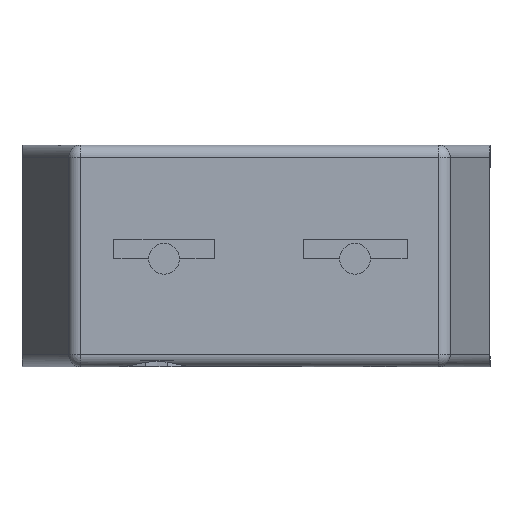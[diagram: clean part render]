
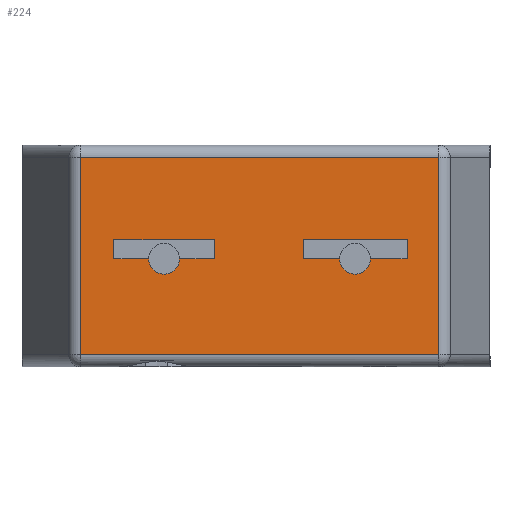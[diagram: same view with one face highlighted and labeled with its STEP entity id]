
A CAD part, front view. The second image highlights one B-rep face of the part: STEP entity #224.
In plain terms, the highlighted planar face has unit normal (0, -1, 0).
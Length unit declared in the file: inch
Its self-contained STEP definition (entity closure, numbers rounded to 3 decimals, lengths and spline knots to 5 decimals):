
#224 = ADVANCED_FACE ( 'NONE', ( #4732, #4730, #4733 ), #1185, .F. ) ;
#1178 = DIRECTION ( 'NONE',  ( 0., 1., 0. ) ) ;
#1184 = CARTESIAN_POINT ( 'NONE',  ( -0.42618, -0.17844, 0.36 ) ) ;
#1185 = PLANE ( 'NONE',  #5014 ) ;
#1187 = DIRECTION ( 'NONE',  ( 0., 0., 1. ) ) ;
#1410 = CARTESIAN_POINT ( 'NONE',  ( 0.03015, -0.17844, 0.17546 ) ) ;
#1418 = CARTESIAN_POINT ( 'NONE',  ( -0.33183, -0.17844, 0.34 ) ) ;
#1421 = CARTESIAN_POINT ( 'NONE',  ( 0.19919, -0.17844, 0.20636 ) ) ;
#1425 = CARTESIAN_POINT ( 'NONE',  ( 0.03015, -0.17844, 0.20636 ) ) ;
#1426 = CARTESIAN_POINT ( 'NONE',  ( -0.27712, -0.17844, 0.17546 ) ) ;
#1427 = CARTESIAN_POINT ( 'NONE',  ( -0.11354, -0.17844, 0.20636 ) ) ;
#1428 = CARTESIAN_POINT ( 'NONE',  ( -0.27712, -0.17844, 0.20636 ) ) ;
#1431 = CARTESIAN_POINT ( 'NONE',  ( -0.33183, -0.17844, 0.02 ) ) ;
#1433 = CARTESIAN_POINT ( 'NONE',  ( 0.25041, -0.17844, 0.02 ) ) ;
#1434 = CARTESIAN_POINT ( 'NONE',  ( 0.25041, -0.17844, 0.34 ) ) ;
#1809 = CARTESIAN_POINT ( 'NONE',  ( 0.11467, -0.17844, 0.17546 ) ) ;
#1810 = DIRECTION ( 'NONE',  ( 0., -1., 0. ) ) ;
#1811 = DIRECTION ( 'NONE',  ( 0., 0., -1. ) ) ;
#1851 = CARTESIAN_POINT ( 'NONE',  ( -0.27712, -0.17844, 0.17546 ) ) ;
#1878 = DIRECTION ( 'NONE',  ( 1., 0., 0. ) ) ;
#1891 = CARTESIAN_POINT ( 'NONE',  ( -0.19533, -0.17844, 0.17546 ) ) ;
#1892 = DIRECTION ( 'NONE',  ( 0., -1., 0. ) ) ;
#1893 = DIRECTION ( 'NONE',  ( 0., 0., -1. ) ) ;
#2826 = VERTEX_POINT ( 'NONE', #1410 ) ;
#2849 = VERTEX_POINT ( 'NONE', #1418 ) ;
#2858 = VERTEX_POINT ( 'NONE', #1421 ) ;
#2870 = VERTEX_POINT ( 'NONE', #1425 ) ;
#2873 = VERTEX_POINT ( 'NONE', #1426 ) ;
#2876 = VERTEX_POINT ( 'NONE', #1427 ) ;
#2879 = VERTEX_POINT ( 'NONE', #1428 ) ;
#2888 = VERTEX_POINT ( 'NONE', #1431 ) ;
#2894 = VERTEX_POINT ( 'NONE', #1433 ) ;
#2897 = VERTEX_POINT ( 'NONE', #1434 ) ;
#3506 = EDGE_CURVE ( 'NONE', #11050, #11118, #9337, .T. ) ;
#3517 = EDGE_CURVE ( 'NONE', #7095, #7096, #9332, .T. ) ;
#3524 = EDGE_CURVE ( 'NONE', #11046, #11130, #9362, .T. ) ;
#3620 = EDGE_CURVE ( 'NONE', #7091, #7092, #9497, .T. ) ;
#4220 = LINE ( 'NONE', #8909, #4223 ) ;
#4221 = CIRCLE ( 'NONE', #5294, 0.025 ) ;
#4223 = VECTOR ( 'NONE', #8905, 39.37008 ) ;
#4224 = LINE ( 'NONE', #8913, #4226 ) ;
#4226 = VECTOR ( 'NONE', #8892, 39.37008 ) ;
#4227 = LINE ( 'NONE', #8914, #4229 ) ;
#4229 = VECTOR ( 'NONE', #8915, 39.37008 ) ;
#4240 = LINE ( 'NONE', #8949, #4247 ) ;
#4247 = VECTOR ( 'NONE', #8944, 39.37008 ) ;
#4248 = LINE ( 'NONE', #8953, #4250 ) ;
#4249 = LINE ( 'NONE', #8958, #4252 ) ;
#4250 = VECTOR ( 'NONE', #8948, 39.37008 ) ;
#4252 = VECTOR ( 'NONE', #8959, 39.37008 ) ;
#4280 = CIRCLE ( 'NONE', #5306, 0.025 ) ;
#4585 = LINE ( 'NONE', #12051, #4588 ) ;
#4588 = VECTOR ( 'NONE', #12052, 39.37008 ) ;
#4594 = LINE ( 'NONE', #12084, #4596 ) ;
#4596 = VECTOR ( 'NONE', #12079, 39.37008 ) ;
#4612 = LINE ( 'NONE', #12112, #4614 ) ;
#4614 = VECTOR ( 'NONE', #12131, 39.37008 ) ;
#4615 = LINE ( 'NONE', #12139, #4617 ) ;
#4616 = LINE ( 'NONE', #12148, #4619 ) ;
#4617 = VECTOR ( 'NONE', #12138, 39.37008 ) ;
#4619 = VECTOR ( 'NONE', #12149, 39.37008 ) ;
#4730 = FACE_BOUND ( 'NONE', #6307, .T. ) ;
#4732 = FACE_BOUND ( 'NONE', #6293, .T. ) ;
#4733 = FACE_OUTER_BOUND ( 'NONE', #6332, .T. ) ;
#5014 = AXIS2_PLACEMENT_3D ( 'NONE', #1184, #1178, #1187 ) ;
#5215 = AXIS2_PLACEMENT_3D ( 'NONE', #1809, #1810, #1811 ) ;
#5220 = AXIS2_PLACEMENT_3D ( 'NONE', #1891, #1892, #1893 ) ;
#5294 = AXIS2_PLACEMENT_3D ( 'NONE', #8916, #8917, #8918 ) ;
#5306 = AXIS2_PLACEMENT_3D ( 'NONE', #9079, #9080, #9081 ) ;
#5342 = ORIENTED_EDGE ( 'NONE', *, *, #5733, .F. ) ;
#5439 = ORIENTED_EDGE ( 'NONE', *, *, #6001, .T. ) ;
#5609 = ORIENTED_EDGE ( 'NONE', *, *, #5974, .F. ) ;
#5717 = EDGE_CURVE ( 'NONE', #2870, #2826, #4220, .T. ) ;
#5718 = EDGE_CURVE ( 'NONE', #11130, #7095, #4221, .T. ) ;
#5719 = EDGE_CURVE ( 'NONE', #2826, #11050, #4224, .T. ) ;
#5721 = EDGE_CURVE ( 'NONE', #2858, #2870, #4227, .T. ) ;
#5733 = EDGE_CURVE ( 'NONE', #2879, #2873, #4240, .T. ) ;
#5735 = EDGE_CURVE ( 'NONE', #2873, #11046, #4248, .T. ) ;
#5736 = EDGE_CURVE ( 'NONE', #7092, #2858, #4249, .T. ) ;
#5758 = EDGE_CURVE ( 'NONE', #11118, #7091, #4280, .T. ) ;
#5974 = EDGE_CURVE ( 'NONE', #7096, #2876, #4585, .T. ) ;
#5981 = EDGE_CURVE ( 'NONE', #2849, #2888, #4594, .T. ) ;
#5998 = EDGE_CURVE ( 'NONE', #2876, #2879, #4612, .T. ) ;
#6001 = EDGE_CURVE ( 'NONE', #2888, #2894, #4615, .T. ) ;
#6002 = EDGE_CURVE ( 'NONE', #2894, #2897, #4616, .T. ) ;
#6008 = EDGE_CURVE ( 'NONE', #2897, #2849, #10744, .T. ) ;
#6222 = ORIENTED_EDGE ( 'NONE', *, *, #5721, .F. ) ;
#6228 = ORIENTED_EDGE ( 'NONE', *, *, #3620, .F. ) ;
#6232 = ORIENTED_EDGE ( 'NONE', *, *, #5736, .F. ) ;
#6233 = ORIENTED_EDGE ( 'NONE', *, *, #5717, .F. ) ;
#6239 = ORIENTED_EDGE ( 'NONE', *, *, #6008, .T. ) ;
#6293 = EDGE_LOOP ( 'NONE', ( #6228, #10441, #10577, #10659, #6233, #6222, #6232 ) ) ;
#6307 = EDGE_LOOP ( 'NONE', ( #10434, #10606, #10658, #10657, #5342, #10552, #5609 ) ) ;
#6332 = EDGE_LOOP ( 'NONE', ( #10511, #5439, #10433, #6239 ) ) ;
#7091 = VERTEX_POINT ( 'NONE', #9947 ) ;
#7092 = VERTEX_POINT ( 'NONE', #9948 ) ;
#7095 = VERTEX_POINT ( 'NONE', #9951 ) ;
#7096 = VERTEX_POINT ( 'NONE', #9952 ) ;
#8345 = CARTESIAN_POINT ( 'NONE',  ( 0.03015, -0.17844, 0.17546 ) ) ;
#8346 = DIRECTION ( 'NONE',  ( 1., 0., 0. ) ) ;
#8892 = DIRECTION ( 'NONE',  ( 1., 0., 0. ) ) ;
#8905 = DIRECTION ( 'NONE',  ( 0., 0., -1. ) ) ;
#8909 = CARTESIAN_POINT ( 'NONE',  ( 0.03015, -0.17844, 0.20636 ) ) ;
#8913 = CARTESIAN_POINT ( 'NONE',  ( 0.03015, -0.17844, 0.17546 ) ) ;
#8914 = CARTESIAN_POINT ( 'NONE',  ( 0.03015, -0.17844, 0.20636 ) ) ;
#8915 = DIRECTION ( 'NONE',  ( -1., 0., 0. ) ) ;
#8916 = CARTESIAN_POINT ( 'NONE',  ( -0.19533, -0.17844, 0.17546 ) ) ;
#8917 = DIRECTION ( 'NONE',  ( 0., -1., 0. ) ) ;
#8918 = DIRECTION ( 'NONE',  ( 0., 0., -1. ) ) ;
#8944 = DIRECTION ( 'NONE',  ( 0., 0., -1. ) ) ;
#8948 = DIRECTION ( 'NONE',  ( 1., 0., 0. ) ) ;
#8949 = CARTESIAN_POINT ( 'NONE',  ( -0.27712, -0.17844, 0.20636 ) ) ;
#8953 = CARTESIAN_POINT ( 'NONE',  ( -0.27712, -0.17844, 0.17546 ) ) ;
#8958 = CARTESIAN_POINT ( 'NONE',  ( 0.19919, -0.17844, 0.20636 ) ) ;
#8959 = DIRECTION ( 'NONE',  ( 0., 0., 1. ) ) ;
#9079 = CARTESIAN_POINT ( 'NONE',  ( 0.11467, -0.17844, 0.17546 ) ) ;
#9080 = DIRECTION ( 'NONE',  ( 0., -1., 0. ) ) ;
#9081 = DIRECTION ( 'NONE',  ( 0., 0., -1. ) ) ;
#9332 = LINE ( 'NONE', #1851, #9353 ) ;
#9337 = CIRCLE ( 'NONE', #5215, 0.025 ) ;
#9353 = VECTOR ( 'NONE', #1878, 39.37008 ) ;
#9362 = CIRCLE ( 'NONE', #5220, 0.025 ) ;
#9497 = LINE ( 'NONE', #8345, #9500 ) ;
#9500 = VECTOR ( 'NONE', #8346, 39.37008 ) ;
#9947 = CARTESIAN_POINT ( 'NONE',  ( 0.13967, -0.17844, 0.17546 ) ) ;
#9948 = CARTESIAN_POINT ( 'NONE',  ( 0.19919, -0.17844, 0.17546 ) ) ;
#9951 = CARTESIAN_POINT ( 'NONE',  ( -0.17033, -0.17844, 0.17546 ) ) ;
#9952 = CARTESIAN_POINT ( 'NONE',  ( -0.11354, -0.17844, 0.17546 ) ) ;
#10000 = CARTESIAN_POINT ( 'NONE',  ( 0.08967, -0.17844, 0.17546 ) ) ;
#10004 = CARTESIAN_POINT ( 'NONE',  ( -0.22033, -0.17844, 0.17546 ) ) ;
#10037 = CARTESIAN_POINT ( 'NONE',  ( 0.11467, -0.17844, 0.15046 ) ) ;
#10043 = CARTESIAN_POINT ( 'NONE',  ( -0.19533, -0.17844, 0.15046 ) ) ;
#10433 = ORIENTED_EDGE ( 'NONE', *, *, #6002, .T. ) ;
#10434 = ORIENTED_EDGE ( 'NONE', *, *, #3517, .F. ) ;
#10441 = ORIENTED_EDGE ( 'NONE', *, *, #5758, .F. ) ;
#10511 = ORIENTED_EDGE ( 'NONE', *, *, #5981, .T. ) ;
#10552 = ORIENTED_EDGE ( 'NONE', *, *, #5998, .F. ) ;
#10577 = ORIENTED_EDGE ( 'NONE', *, *, #3506, .F. ) ;
#10606 = ORIENTED_EDGE ( 'NONE', *, *, #5718, .F. ) ;
#10657 = ORIENTED_EDGE ( 'NONE', *, *, #5735, .F. ) ;
#10658 = ORIENTED_EDGE ( 'NONE', *, *, #3524, .F. ) ;
#10659 = ORIENTED_EDGE ( 'NONE', *, *, #5719, .F. ) ;
#10744 = LINE ( 'NONE', #12157, #10746 ) ;
#10746 = VECTOR ( 'NONE', #12161, 39.37008 ) ;
#11046 = VERTEX_POINT ( 'NONE', #10004 ) ;
#11050 = VERTEX_POINT ( 'NONE', #10000 ) ;
#11118 = VERTEX_POINT ( 'NONE', #10037 ) ;
#11130 = VERTEX_POINT ( 'NONE', #10043 ) ;
#12051 = CARTESIAN_POINT ( 'NONE',  ( -0.11354, -0.17844, 0.20636 ) ) ;
#12052 = DIRECTION ( 'NONE',  ( 0., 0., 1. ) ) ;
#12079 = DIRECTION ( 'NONE',  ( 0., 0., -1. ) ) ;
#12084 = CARTESIAN_POINT ( 'NONE',  ( -0.33183, -0.17844, 0.36 ) ) ;
#12112 = CARTESIAN_POINT ( 'NONE',  ( -0.27712, -0.17844, 0.20636 ) ) ;
#12131 = DIRECTION ( 'NONE',  ( -1., 0., 0. ) ) ;
#12138 = DIRECTION ( 'NONE',  ( 1., 0., 0. ) ) ;
#12139 = CARTESIAN_POINT ( 'NONE',  ( -0.42618, -0.17844, 0.02 ) ) ;
#12148 = CARTESIAN_POINT ( 'NONE',  ( 0.25041, -0.17844, 0.36 ) ) ;
#12149 = DIRECTION ( 'NONE',  ( 0., 0., 1. ) ) ;
#12157 = CARTESIAN_POINT ( 'NONE',  ( -0.32384, -0.17844, 0.34 ) ) ;
#12161 = DIRECTION ( 'NONE',  ( -1., 0., 0. ) ) ;
